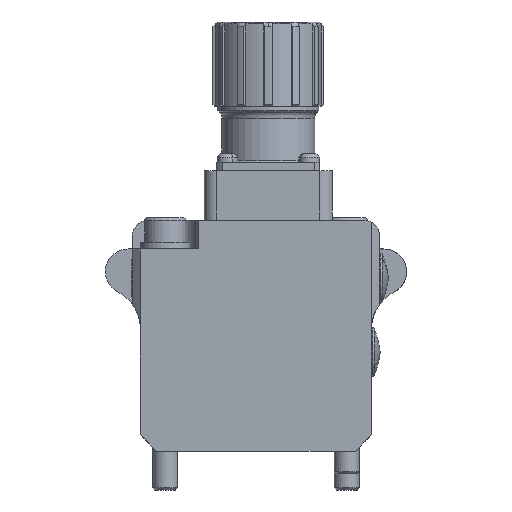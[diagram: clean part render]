
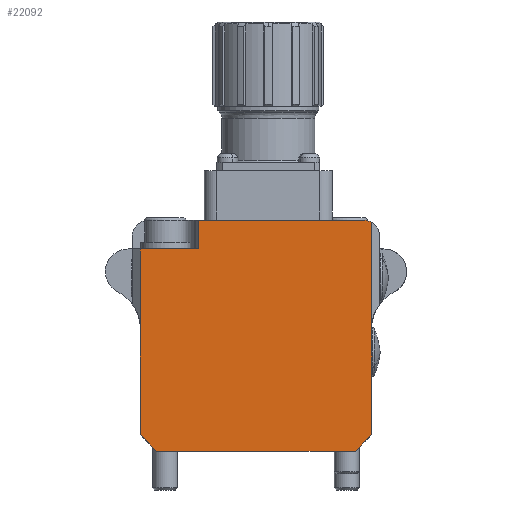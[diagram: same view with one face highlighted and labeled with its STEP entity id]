
A CAD part, front view. The second image highlights one B-rep face of the part: STEP entity #22092.
In plain terms, the highlighted planar face has unit normal (0, -1, 0).
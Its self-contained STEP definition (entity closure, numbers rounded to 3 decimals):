
#3 = VERTEX_POINT ( 'NONE', #28887 ) ;
#1416 = CARTESIAN_POINT ( 'NONE',  ( -24., -23., 0. ) ) ;
#1767 = VERTEX_POINT ( 'NONE', #22218 ) ;
#1886 = VECTOR ( 'NONE', #52749, 1000. ) ;
#2472 = LINE ( 'NONE', #52593, #44718 ) ;
#3755 = LINE ( 'NONE', #49477, #14563 ) ;
#4401 = ORIENTED_EDGE ( 'NONE', *, *, #8245, .T. ) ;
#5320 = DIRECTION ( 'NONE',  ( 0.707, 0., -0.707 ) ) ;
#6203 = DIRECTION ( 'NONE',  ( 0., 1., 0. ) ) ;
#6355 = DIRECTION ( 'NONE',  ( 1., 0., 0. ) ) ;
#7158 = VERTEX_POINT ( 'NONE', #27269 ) ;
#7304 = EDGE_CURVE ( 'NONE', #28849, #31723, #36682, .T. ) ;
#8060 = VECTOR ( 'NONE', #6355, 1000. ) ;
#8245 = EDGE_CURVE ( 'NONE', #31723, #14598, #21966, .T. ) ;
#8383 = EDGE_LOOP ( 'NONE', ( #45959, #52736, #28212, #11093, #14036, #11224, #40005, #10093, #38821, #4401, #18093 ) ) ;
#10093 = ORIENTED_EDGE ( 'NONE', *, *, #43748, .T. ) ;
#10671 = CARTESIAN_POINT ( 'NONE',  ( -30., -23., 0. ) ) ;
#11093 = ORIENTED_EDGE ( 'NONE', *, *, #20954, .T. ) ;
#11224 = ORIENTED_EDGE ( 'NONE', *, *, #28749, .T. ) ;
#11257 = CARTESIAN_POINT ( 'NONE',  ( 28., -23., 29.671 ) ) ;
#11739 = CARTESIAN_POINT ( 'NONE',  ( 28., -23., 4. ) ) ;
#11776 = CARTESIAN_POINT ( 'NONE',  ( 24., -23., 0. ) ) ;
#12589 = CARTESIAN_POINT ( 'NONE',  ( -28., -23., 4. ) ) ;
#12715 = LINE ( 'NONE', #11739, #1886 ) ;
#13040 = DIRECTION ( 'NONE',  ( 0., 0., 1. ) ) ;
#14036 = ORIENTED_EDGE ( 'NONE', *, *, #25233, .T. ) ;
#14563 = VECTOR ( 'NONE', #20838, 1000. ) ;
#14598 = VERTEX_POINT ( 'NONE', #45477 ) ;
#14889 = VECTOR ( 'NONE', #13040, 1000. ) ;
#15051 = DIRECTION ( 'NONE',  ( -1., 0., 0. ) ) ;
#16682 = CARTESIAN_POINT ( 'NONE',  ( 26., -23., 52. ) ) ;
#18093 = ORIENTED_EDGE ( 'NONE', *, *, #30374, .F. ) ;
#19740 = VECTOR ( 'NONE', #38561, 1000. ) ;
#20218 = EDGE_CURVE ( 'NONE', #50115, #7158, #2472, .T. ) ;
#20823 = DIRECTION ( 'NONE',  ( 0., 0., 1. ) ) ;
#20838 = DIRECTION ( 'NONE',  ( 0., 0., 1. ) ) ;
#20954 = EDGE_CURVE ( 'NONE', #7158, #26827, #30645, .T. ) ;
#21021 = VECTOR ( 'NONE', #47364, 1000. ) ;
#21268 = LINE ( 'NONE', #11257, #43045 ) ;
#21814 = CARTESIAN_POINT ( 'NONE',  ( 28., -23., 55.464 ) ) ;
#21966 = CIRCLE ( 'NONE', #33380, 4. ) ;
#22092 = ADVANCED_FACE ( 'NONE', ( #52334 ), #30726, .F. ) ;
#22218 = CARTESIAN_POINT ( 'NONE',  ( 28., -23., 4. ) ) ;
#22325 = LINE ( 'NONE', #10671, #21021 ) ;
#22793 = CARTESIAN_POINT ( 'NONE',  ( -14., -23., 49. ) ) ;
#24250 = VERTEX_POINT ( 'NONE', #11776 ) ;
#25233 = EDGE_CURVE ( 'NONE', #26827, #52261, #39930, .T. ) ;
#26244 = CARTESIAN_POINT ( 'NONE',  ( -28., -23., 29.671 ) ) ;
#26827 = VERTEX_POINT ( 'NONE', #12589 ) ;
#27269 = CARTESIAN_POINT ( 'NONE',  ( -28., -23., 29.671 ) ) ;
#27708 = CARTESIAN_POINT ( 'NONE',  ( 28., -23., 29.671 ) ) ;
#27729 = EDGE_CURVE ( 'NONE', #3, #50115, #52517, .T. ) ;
#27932 = DIRECTION ( 'NONE',  ( 0., 0., -1. ) ) ;
#28212 = ORIENTED_EDGE ( 'NONE', *, *, #20218, .T. ) ;
#28749 = EDGE_CURVE ( 'NONE', #52261, #24250, #22325, .T. ) ;
#28849 = VERTEX_POINT ( 'NONE', #27708 ) ;
#28887 = CARTESIAN_POINT ( 'NONE',  ( -14., -23., 49. ) ) ;
#28941 = EDGE_CURVE ( 'NONE', #3, #51377, #3755, .T. ) ;
#30374 = EDGE_CURVE ( 'NONE', #51377, #14598, #42022, .T. ) ;
#30645 = LINE ( 'NONE', #26244, #19740 ) ;
#30726 = PLANE ( 'NONE',  #32514 ) ;
#31723 = VERTEX_POINT ( 'NONE', #21814 ) ;
#32390 = CARTESIAN_POINT ( 'NONE',  ( -24., -23., 0. ) ) ;
#32514 = AXIS2_PLACEMENT_3D ( 'NONE', #34655, #6203, #34836 ) ;
#33380 = AXIS2_PLACEMENT_3D ( 'NONE', #16682, #45348, #20823 ) ;
#34633 = CARTESIAN_POINT ( 'NONE',  ( -30., -23., 56. ) ) ;
#34655 = CARTESIAN_POINT ( 'NONE',  ( -30., -23., 56. ) ) ;
#34836 = DIRECTION ( 'NONE',  ( 0., 0., 1. ) ) ;
#36397 = CARTESIAN_POINT ( 'NONE',  ( -28., -23., 49. ) ) ;
#36682 = LINE ( 'NONE', #45295, #14889 ) ;
#38561 = DIRECTION ( 'NONE',  ( 0., 0., -1. ) ) ;
#38821 = ORIENTED_EDGE ( 'NONE', *, *, #7304, .T. ) ;
#39893 = DIRECTION ( 'NONE',  ( 0., 0., 1. ) ) ;
#39930 = LINE ( 'NONE', #1416, #49529 ) ;
#40005 = ORIENTED_EDGE ( 'NONE', *, *, #45969, .T. ) ;
#42022 = LINE ( 'NONE', #34633, #8060 ) ;
#43045 = VECTOR ( 'NONE', #39893, 1000. ) ;
#43748 = EDGE_CURVE ( 'NONE', #1767, #28849, #21268, .T. ) ;
#44209 = VECTOR ( 'NONE', #15051, 1000. ) ;
#44718 = VECTOR ( 'NONE', #27932, 1000. ) ;
#45295 = CARTESIAN_POINT ( 'NONE',  ( 28., -23., 56. ) ) ;
#45348 = DIRECTION ( 'NONE',  ( 0., -1., 0. ) ) ;
#45477 = CARTESIAN_POINT ( 'NONE',  ( 26., -23., 56. ) ) ;
#45959 = ORIENTED_EDGE ( 'NONE', *, *, #28941, .F. ) ;
#45969 = EDGE_CURVE ( 'NONE', #24250, #1767, #12715, .T. ) ;
#47364 = DIRECTION ( 'NONE',  ( 1., 0., 0. ) ) ;
#49477 = CARTESIAN_POINT ( 'NONE',  ( -14., -23., 27.068 ) ) ;
#49529 = VECTOR ( 'NONE', #5320, 1000. ) ;
#50115 = VERTEX_POINT ( 'NONE', #36397 ) ;
#51377 = VERTEX_POINT ( 'NONE', #52903 ) ;
#52261 = VERTEX_POINT ( 'NONE', #32390 ) ;
#52334 = FACE_OUTER_BOUND ( 'NONE', #8383, .T. ) ;
#52517 = LINE ( 'NONE', #22793, #44209 ) ;
#52593 = CARTESIAN_POINT ( 'NONE',  ( -28., -23., 56. ) ) ;
#52736 = ORIENTED_EDGE ( 'NONE', *, *, #27729, .T. ) ;
#52749 = DIRECTION ( 'NONE',  ( 0.707, 0., 0.707 ) ) ;
#52903 = CARTESIAN_POINT ( 'NONE',  ( -14., -23., 56. ) ) ;
